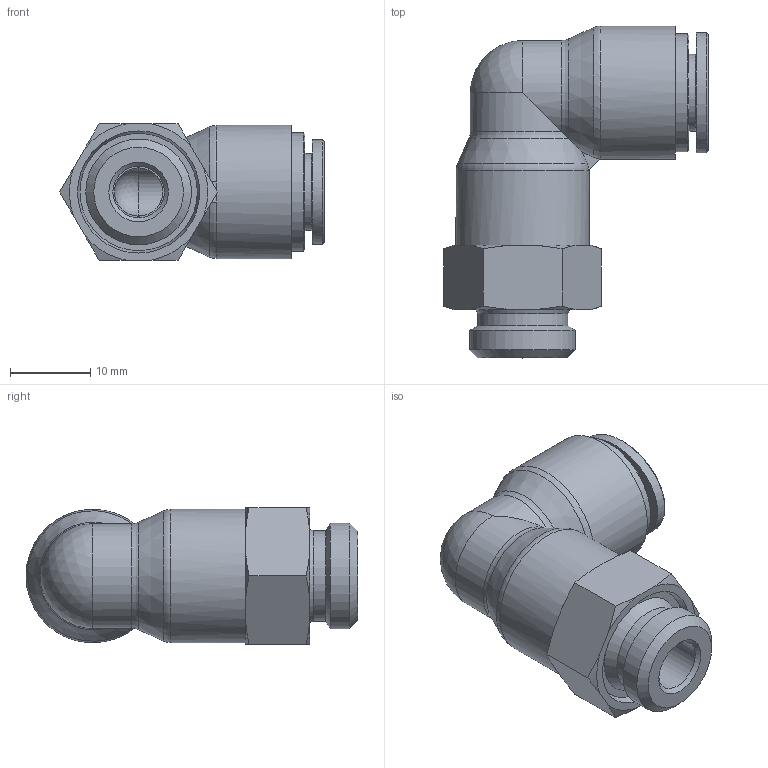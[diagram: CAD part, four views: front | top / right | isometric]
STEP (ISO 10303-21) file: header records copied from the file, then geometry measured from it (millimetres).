
FILE_DESCRIPTION((''),'2;1');
FILE_NAME('CR-PL 08G02.stp','2020-08-25T13:23:52',('user'),(''),'Autodesk Inventor 2013','Autodesk Inventor 2013','');
FILE_SCHEMA(('AUTOMOTIVE_DESIGN { 1 0 10303 214 1 1 1 1 }'));
Length unit declared in the file: millimetre
Products named in the file (6): 조립품10; CR-PUL 08 BODY; CR-COLLAR 08; HR-Collar 08L(SUS); CR-SLEEVE 08; HR-PL BODY 08G02
Assembly tree (5 placements, depth 3):
  조립품10
    CR-PUL 08 BODY
    CR-COLLAR 08
      HR-Collar 08L(SUS)
      CR-SLEEVE 08
    HR-PL BODY 08G02
Bounding box: 32.91 x 41.3 x 17 mm (x, y, z)
Volume: 7762.6 mm3; surface area: 5267.9 mm2
Topology: 4 solids, 4 shells, 426 faces, 1178 edges, 782 vertices
Faces by surface type: plane 356, cone 23, cylinder 21, bspline 20, torus 4, sphere 2
Full cylindrical faces by diameter (mm): 1.5 x1, 6 x2, 6.4 x1, 8.2 x3, 9.6 x1, 11.2 x1, 13.157 x1, 14.7 x1, 16.6 x2
Entity records: 13727 total; most frequent: CARTESIAN_POINT 2861, ORIENTED_EDGE 2296, DIRECTION 2057, EDGE_CURVE 1148, VECTOR 999, LINE 999, VERTEX_POINT 775, AXIS2_PLACEMENT_3D 529
